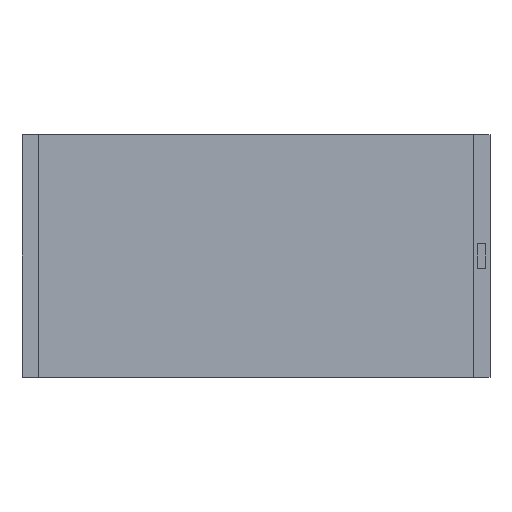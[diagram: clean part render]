
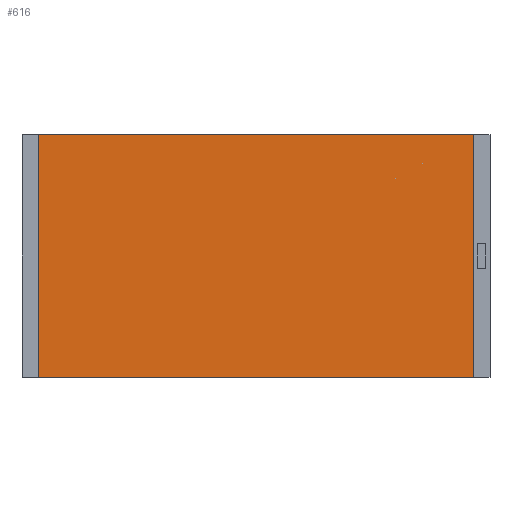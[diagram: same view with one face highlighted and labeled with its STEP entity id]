
A CAD part, front view. The second image highlights one B-rep face of the part: STEP entity #616.
In plain terms, the highlighted planar face has unit normal (0, -1, 0).
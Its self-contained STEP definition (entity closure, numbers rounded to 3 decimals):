
#48=FACE_OUTER_BOUND('',#86,.T.);
#86=EDGE_LOOP('',(#492,#493,#494,#495));
#129=LINE('',#900,#209);
#148=LINE('',#942,#228);
#156=LINE('',#957,#236);
#157=LINE('',#958,#237);
#209=VECTOR('',#734,10.);
#228=VECTOR('',#771,10.);
#236=VECTOR('',#785,10.);
#237=VECTOR('',#786,10.);
#284=VERTEX_POINT('',#897);
#285=VERTEX_POINT('',#899);
#298=VERTEX_POINT('',#939);
#299=VERTEX_POINT('',#941);
#346=EDGE_CURVE('',#285,#284,#129,.T.);
#367=EDGE_CURVE('',#299,#298,#148,.T.);
#375=EDGE_CURVE('',#298,#285,#156,.T.);
#376=EDGE_CURVE('',#299,#284,#157,.T.);
#492=ORIENTED_EDGE('',*,*,#367,.T.);
#493=ORIENTED_EDGE('',*,*,#375,.T.);
#494=ORIENTED_EDGE('',*,*,#346,.T.);
#495=ORIENTED_EDGE('',*,*,#376,.F.);
#586=PLANE('',#670);
#616=ADVANCED_FACE('',(#48),#586,.T.);
#670=AXIS2_PLACEMENT_3D('',#956,#783,#784);
#734=DIRECTION('',(0.,0.,1.));
#771=DIRECTION('',(0.,0.,-1.));
#783=DIRECTION('center_axis',(0.,-1.,0.));
#784=DIRECTION('ref_axis',(-1.,0.,0.));
#785=DIRECTION('',(1.,0.,0.));
#786=DIRECTION('',(1.,0.,0.));
#897=CARTESIAN_POINT('',(0.,0.,0.));
#899=CARTESIAN_POINT('',(0.,0.,-30.));
#900=CARTESIAN_POINT('',(0.,0.,-30.));
#939=CARTESIAN_POINT('',(-54.,0.,-30.));
#941=CARTESIAN_POINT('',(-54.,0.,0.));
#942=CARTESIAN_POINT('',(-54.,0.,-7.5));
#956=CARTESIAN_POINT('Origin',(0.5,0.,0.));
#957=CARTESIAN_POINT('',(-13.25,0.,-30.));
#958=CARTESIAN_POINT('',(-54.5,0.,0.));
